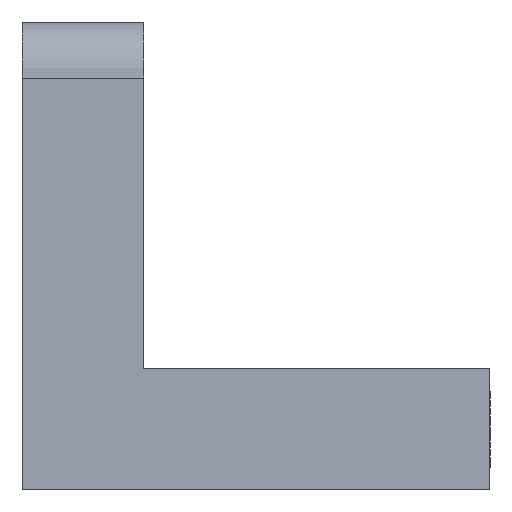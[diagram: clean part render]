
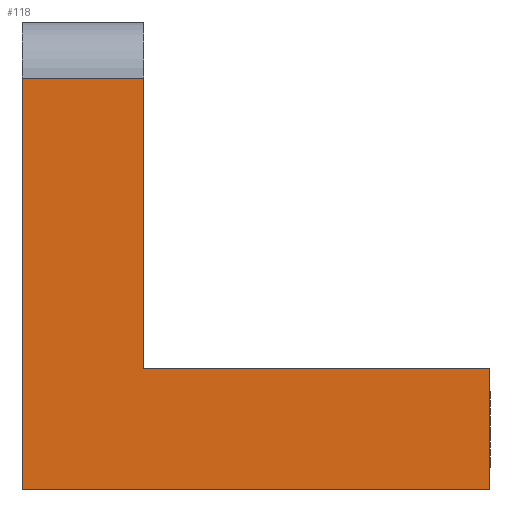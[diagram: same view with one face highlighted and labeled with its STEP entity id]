
A CAD part, left-side view. The second image highlights one B-rep face of the part: STEP entity #118.
In plain terms, the highlighted planar face has unit normal (-1, 0, 0).
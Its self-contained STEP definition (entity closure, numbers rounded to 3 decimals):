
#10 = DIRECTION ( 'NONE',  ( 0., 0., 1. ) ) ;
#20 = PLANE ( 'NONE',  #30 ) ;
#30 = AXIS2_PLACEMENT_3D ( 'NONE', #294, #225, #499 ) ;
#32 = ORIENTED_EDGE ( 'NONE', *, *, #620, .F. ) ;
#38 = VERTEX_POINT ( 'NONE', #706 ) ;
#52 = LINE ( 'NONE', #403, #615 ) ;
#53 = CARTESIAN_POINT ( 'NONE',  ( -155., 18.5, 3.25 ) ) ;
#66 = DIRECTION ( 'NONE',  ( 0., 0., -1. ) ) ;
#87 = FACE_OUTER_BOUND ( 'NONE', #139, .T. ) ;
#118 = ADVANCED_FACE ( 'NONE', ( #87 ), #20, .F. ) ;
#139 = EDGE_LOOP ( 'NONE', ( #567, #309, #688, #343, #757, #32 ) ) ;
#153 = VERTEX_POINT ( 'NONE', #805 ) ;
#217 = EDGE_CURVE ( 'NONE', #623, #774, #52, .T. ) ;
#225 = DIRECTION ( 'NONE',  ( 1., 0., 0. ) ) ;
#237 = DIRECTION ( 'NONE',  ( 0., 0., -1. ) ) ;
#247 = CARTESIAN_POINT ( 'NONE',  ( -155., 0., -3.25 ) ) ;
#251 = EDGE_CURVE ( 'NONE', #38, #694, #375, .T. ) ;
#294 = CARTESIAN_POINT ( 'NONE',  ( -155., 0., 0. ) ) ;
#297 = CARTESIAN_POINT ( 'NONE',  ( -155., 0., 3.25 ) ) ;
#309 = ORIENTED_EDGE ( 'NONE', *, *, #812, .T. ) ;
#324 = LINE ( 'NONE', #53, #364 ) ;
#343 = ORIENTED_EDGE ( 'NONE', *, *, #544, .F. ) ;
#362 = LINE ( 'NONE', #636, #402 ) ;
#364 = VECTOR ( 'NONE', #593, 1000. ) ;
#375 = LINE ( 'NONE', #297, #568 ) ;
#386 = VECTOR ( 'NONE', #663, 1000. ) ;
#402 = VECTOR ( 'NONE', #707, 1000. ) ;
#403 = CARTESIAN_POINT ( 'NONE',  ( -155., 18.5, 21.75 ) ) ;
#451 = CARTESIAN_POINT ( 'NONE',  ( -155., 18.5, 18.75 ) ) ;
#499 = DIRECTION ( 'NONE',  ( 0., 0., -1. ) ) ;
#514 = LINE ( 'NONE', #786, #684 ) ;
#543 = VERTEX_POINT ( 'NONE', #835 ) ;
#544 = EDGE_CURVE ( 'NONE', #694, #153, #362, .T. ) ;
#567 = ORIENTED_EDGE ( 'NONE', *, *, #217, .F. ) ;
#568 = VECTOR ( 'NONE', #237, 1000. ) ;
#588 = CARTESIAN_POINT ( 'NONE',  ( -155., 0., 18.75 ) ) ;
#593 = DIRECTION ( 'NONE',  ( 0., -1., 0. ) ) ;
#615 = VECTOR ( 'NONE', #66, 1000. ) ;
#620 = EDGE_CURVE ( 'NONE', #774, #38, #324, .T. ) ;
#623 = VERTEX_POINT ( 'NONE', #451 ) ;
#636 = CARTESIAN_POINT ( 'NONE',  ( -155., 0., -3.25 ) ) ;
#659 = CARTESIAN_POINT ( 'NONE',  ( -155., 18.5, 3.25 ) ) ;
#663 = DIRECTION ( 'NONE',  ( 0., 1., 0. ) ) ;
#684 = VECTOR ( 'NONE', #10, 1000. ) ;
#687 = EDGE_CURVE ( 'NONE', #153, #543, #514, .T. ) ;
#688 = ORIENTED_EDGE ( 'NONE', *, *, #687, .F. ) ;
#694 = VERTEX_POINT ( 'NONE', #247 ) ;
#706 = CARTESIAN_POINT ( 'NONE',  ( -155., 0., 3.25 ) ) ;
#707 = DIRECTION ( 'NONE',  ( 0., 1., 0. ) ) ;
#740 = LINE ( 'NONE', #588, #386 ) ;
#757 = ORIENTED_EDGE ( 'NONE', *, *, #251, .F. ) ;
#774 = VERTEX_POINT ( 'NONE', #659 ) ;
#786 = CARTESIAN_POINT ( 'NONE',  ( -155., 25., -3.25 ) ) ;
#805 = CARTESIAN_POINT ( 'NONE',  ( -155., 25., -3.25 ) ) ;
#812 = EDGE_CURVE ( 'NONE', #623, #543, #740, .T. ) ;
#835 = CARTESIAN_POINT ( 'NONE',  ( -155., 25., 18.75 ) ) ;
